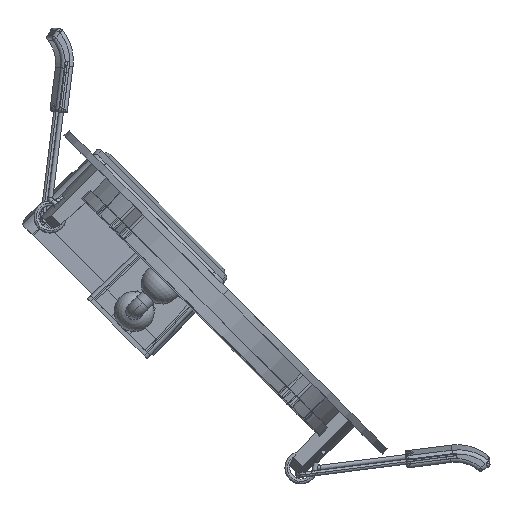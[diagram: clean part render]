
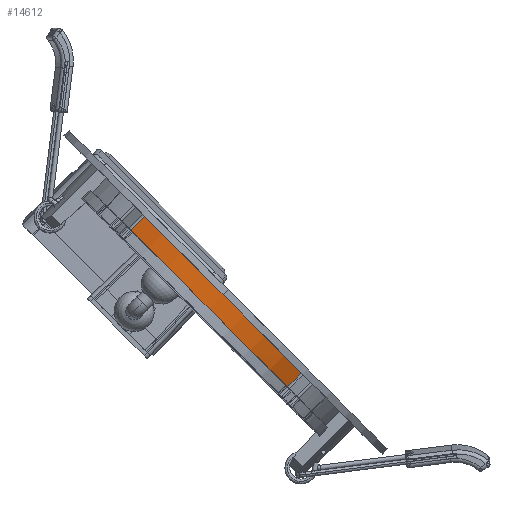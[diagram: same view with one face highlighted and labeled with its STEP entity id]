
A CAD part, top view. The second image highlights one B-rep face of the part: STEP entity #14612.
In plain terms, the highlighted conical face has half-angle 2 degrees and reference radius 42.701 mm.
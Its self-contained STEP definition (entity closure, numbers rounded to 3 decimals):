
#1062 = EDGE_CURVE ( 'NONE', #10757, #31701, #24585, .T. ) ;
#1758 = EDGE_LOOP ( 'NONE', ( #6006, #3360, #23029, #6015 ) ) ;
#2163 = CONICAL_SURFACE ( 'NONE', #32362, 42.701, 0.035 ) ;
#3159 = EDGE_CURVE ( 'NONE', #3244, #31701, #12942, .T. ) ;
#3244 = VERTEX_POINT ( 'NONE', #33756 ) ;
#3360 = ORIENTED_EDGE ( 'NONE', *, *, #19764, .T. ) ;
#3544 = CARTESIAN_POINT ( 'NONE',  ( 27.53, 33.122, 7.6 ) ) ;
#4081 = CARTESIAN_POINT ( 'NONE',  ( 27.515, 33.478, 0. ) ) ;
#4210 = CARTESIAN_POINT ( 'NONE',  ( -27.528, 33.172, 6.532 ) ) ;
#4923 = CARTESIAN_POINT ( 'NONE',  ( 27.53, 33.122, 7.6 ) ) ;
#6006 = ORIENTED_EDGE ( 'NONE', *, *, #3159, .F. ) ;
#6015 = ORIENTED_EDGE ( 'NONE', *, *, #1062, .T. ) ;
#6210 = B_SPLINE_CURVE_WITH_KNOTS ( 'NONE', 3,
 ( #9853, #30639, #25504, #6767, #25172, #27853, #27677, #33227, #4210, #22791 ),
 .UNSPECIFIED., .F., .F.,
 ( 4, 3, 3, 4 ),
 ( 0.001, 0.001, 0.005, 0.008 ),
 .UNSPECIFIED. ) ;
#6767 = CARTESIAN_POINT ( 'NONE',  ( -27.516, 33.46, 0.399 ) ) ;
#7849 = CARTESIAN_POINT ( 'NONE',  ( 27.515, 33.478, 0. ) ) ;
#9853 = CARTESIAN_POINT ( 'NONE',  ( -27.515, 33.478, 0. ) ) ;
#10407 = CARTESIAN_POINT ( 'NONE',  ( 27.519, 33.397, 1.737 ) ) ;
#10757 = VERTEX_POINT ( 'NONE', #3544 ) ;
#11039 = EDGE_CURVE ( 'NONE', #15836, #10757, #12784, .T. ) ;
#11834 = AXIS2_PLACEMENT_3D ( 'NONE', #33229, #16942, #25003 ) ;
#12784 = CIRCLE ( 'NONE', #21074, 43.069 ) ;
#12818 = CARTESIAN_POINT ( 'NONE',  ( 27.529, 33.153, 6.934 ) ) ;
#12850 = DIRECTION ( 'NONE',  ( 0., -1., 0. ) ) ;
#12942 = CIRCLE ( 'NONE', #11834, 43.335 ) ;
#13901 = DIRECTION ( 'NONE',  ( 0., 0., -1. ) ) ;
#14612 = ADVANCED_FACE ( 'NONE', ( #19972 ), #2163, .T. ) ;
#15415 = CARTESIAN_POINT ( 'NONE',  ( 27.521, 33.356, 2.606 ) ) ;
#15836 = VERTEX_POINT ( 'NONE', #27454 ) ;
#15929 = CARTESIAN_POINT ( 'NONE',  ( 27.53, 33.137, 7.267 ) ) ;
#16149 = DIRECTION ( 'NONE',  ( 0., -1., 0. ) ) ;
#16942 = DIRECTION ( 'NONE',  ( 0., 0., -1. ) ) ;
#19764 = EDGE_CURVE ( 'NONE', #3244, #15836, #6210, .T. ) ;
#19972 = FACE_OUTER_BOUND ( 'NONE', #1758, .T. ) ;
#21074 = AXIS2_PLACEMENT_3D ( 'NONE', #26431, #13901, #16149 ) ;
#22791 = CARTESIAN_POINT ( 'NONE',  ( -27.53, 33.122, 7.6 ) ) ;
#23029 = ORIENTED_EDGE ( 'NONE', *, *, #11039, .T. ) ;
#24585 = B_SPLINE_CURVE_WITH_KNOTS ( 'NONE', 3,
 ( #4923, #15929, #12818, #28605, #31734, #26387, #15415, #10407, #28249, #7849 ),
 .UNSPECIFIED., .F., .F.,
 ( 4, 3, 3, 4 ),
 ( 0., 0.001, 0.005, 0.008 ),
 .UNSPECIFIED. ) ;
#25003 = DIRECTION ( 'NONE',  ( 0., -1., 0. ) ) ;
#25172 = CARTESIAN_POINT ( 'NONE',  ( -27.519, 33.397, 1.731 ) ) ;
#25504 = CARTESIAN_POINT ( 'NONE',  ( -27.516, 33.466, 0.266 ) ) ;
#26387 = CARTESIAN_POINT ( 'NONE',  ( 27.523, 33.294, 3.937 ) ) ;
#26431 = CARTESIAN_POINT ( 'NONE',  ( 0., 0., 7.6 ) ) ;
#27454 = CARTESIAN_POINT ( 'NONE',  ( -27.53, 33.122, 7.6 ) ) ;
#27677 = CARTESIAN_POINT ( 'NONE',  ( -27.524, 33.272, 4.395 ) ) ;
#27853 = CARTESIAN_POINT ( 'NONE',  ( -27.522, 33.335, 3.063 ) ) ;
#28249 = CARTESIAN_POINT ( 'NONE',  ( 27.517, 33.438, 0.869 ) ) ;
#28605 = CARTESIAN_POINT ( 'NONE',  ( 27.528, 33.169, 6.601 ) ) ;
#30639 = CARTESIAN_POINT ( 'NONE',  ( -27.516, 33.472, 0.133 ) ) ;
#31701 = VERTEX_POINT ( 'NONE', #4081 ) ;
#31734 = CARTESIAN_POINT ( 'NONE',  ( 27.526, 33.231, 5.269 ) ) ;
#32362 = AXIS2_PLACEMENT_3D ( 'NONE', #33135, #34001, #12850 ) ;
#33135 = CARTESIAN_POINT ( 'NONE',  ( 0., 0., 18.155 ) ) ;
#33227 = CARTESIAN_POINT ( 'NONE',  ( -27.526, 33.222, 5.463 ) ) ;
#33229 = CARTESIAN_POINT ( 'NONE',  ( 0., 0., 0. ) ) ;
#33756 = CARTESIAN_POINT ( 'NONE',  ( -27.515, 33.478, 0. ) ) ;
#34001 = DIRECTION ( 'NONE',  ( 0., 0., -1. ) ) ;
